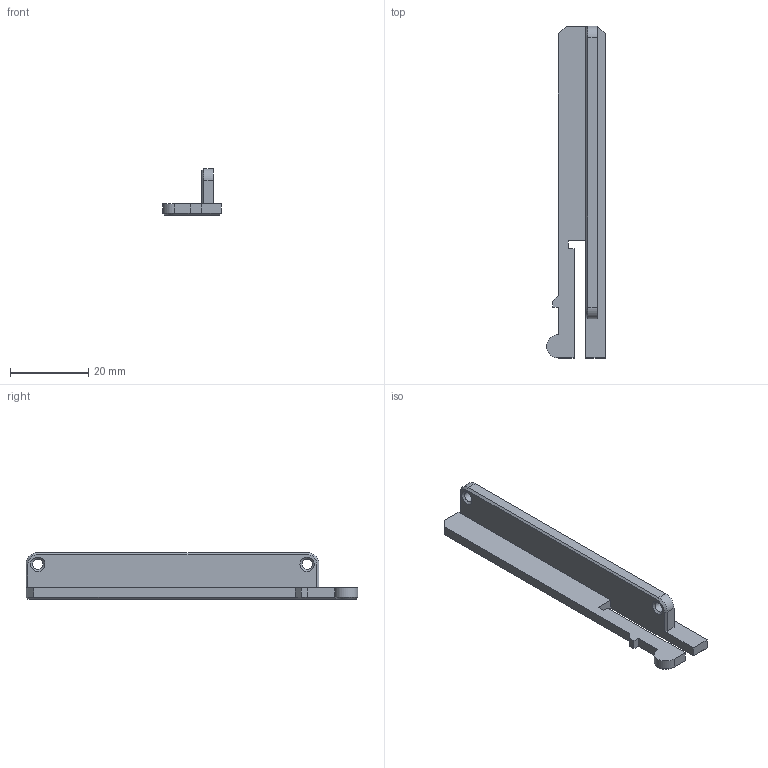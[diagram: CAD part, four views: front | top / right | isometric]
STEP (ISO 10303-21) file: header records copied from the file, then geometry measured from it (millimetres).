
FILE_DESCRIPTION(/* description */ (''),/* implementation_level */ '2;1');
FILE_NAME(/* name */ 'board_holder_75_no_through v2.step',/* time_stamp */ '2024-05-31T00:30:08+09:00',/* author */ (''),/* organization */ (''),/* preprocessor_version */ 'ST-DEVELOPER v20',/* originating_system */ 'Autodesk Translation Framework v13.14.0.145',/* authorisation */ '');
FILE_SCHEMA (('AUTOMOTIVE_DESIGN { 1 0 10303 214 3 1 1 }'));
Length unit declared in the file: millimetre
Products named in the file (1): board_holder_75_no_through
Bounding box: 15 x 85 x 12 mm (x, y, z)
Volume: 4754.6 mm3; surface area: 3970.9 mm2
Topology: 1 solids, 1 shells, 53 faces, 128 edges, 77 vertices
Faces by surface type: plane 43, cone 5, cylinder 5
Full cylindrical faces by diameter (mm): 2.7 x2
Entity records: 1539 total; most frequent: CARTESIAN_POINT 262, ORIENTED_EDGE 256, DIRECTION 250, EDGE_CURVE 128, LINE 112, VECTOR 112, VERTEX_POINT 77, AXIS2_PLACEMENT_3D 69
